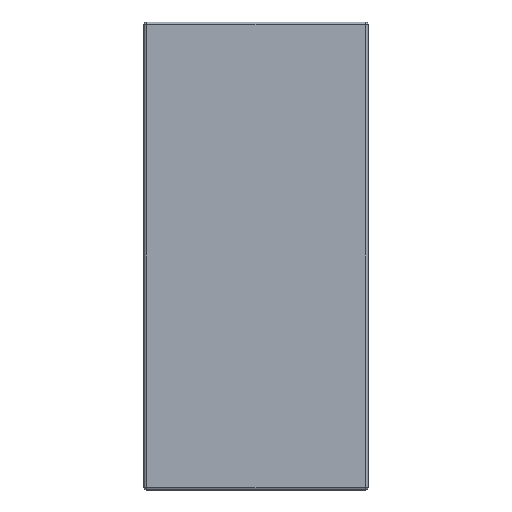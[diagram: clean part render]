
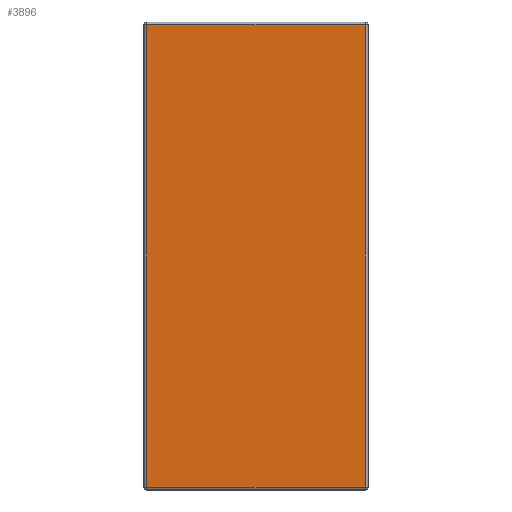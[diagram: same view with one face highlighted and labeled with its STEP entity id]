
A CAD part, front view. The second image highlights one B-rep face of the part: STEP entity #3896.
In plain terms, the highlighted planar face has unit normal (0, -1, 0).
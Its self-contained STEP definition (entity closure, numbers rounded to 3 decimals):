
#3869=AXIS2_PLACEMENT_3D('Plane Axis2P3D',#3866,#3867,#3868) ;
#2026=CARTESIAN_POINT('Vertex',(0.2,0.,32.26)) ;
#2033=CARTESIAN_POINT('Vertex',(0.2,0.,0.2)) ;
#2036=CARTESIAN_POINT('Line Origine',(0.2,0.,32.468)) ;
#3866=CARTESIAN_POINT('Axis2P3D Location',(7.775,0.,16.23)) ;
#3871=CARTESIAN_POINT('Line Origine',(7.775,0.,32.26)) ;
#3875=CARTESIAN_POINT('Vertex',(15.35,0.,32.26)) ;
#3878=CARTESIAN_POINT('Line Origine',(7.775,0.,0.2)) ;
#3882=CARTESIAN_POINT('Vertex',(15.35,0.,0.2)) ;
#3885=CARTESIAN_POINT('Line Origine',(15.35,0.,16.23)) ;
#2037=DIRECTION('Vector Direction',(0.,0.,-1.)) ;
#3867=DIRECTION('Axis2P3D Direction',(0.,-1.,0.)) ;
#3868=DIRECTION('Axis2P3D XDirection',(1.,0.,0.)) ;
#3872=DIRECTION('Vector Direction',(-1.,0.,0.)) ;
#3879=DIRECTION('Vector Direction',(1.,0.,0.)) ;
#3886=DIRECTION('Vector Direction',(0.,0.,1.)) ;
#2038=VECTOR('Line Direction',#2037,1.) ;
#3873=VECTOR('Line Direction',#3872,1.) ;
#3880=VECTOR('Line Direction',#3879,1.) ;
#3887=VECTOR('Line Direction',#3886,1.) ;
#3891=ORIENTED_EDGE('',*,*,#3877,.T.) ;
#3892=ORIENTED_EDGE('',*,*,#2040,.T.) ;
#3893=ORIENTED_EDGE('',*,*,#3884,.T.) ;
#3894=ORIENTED_EDGE('',*,*,#3889,.T.) ;
#3896=ADVANCED_FACE('MANIFOLD_SOLID_BREP #10841',(#3895),#3870,.T.) ;
#2040=EDGE_CURVE('',#2027,#2034,#2039,.T.) ;
#3877=EDGE_CURVE('',#3876,#2027,#3874,.T.) ;
#3884=EDGE_CURVE('',#2034,#3883,#3881,.T.) ;
#3889=EDGE_CURVE('',#3883,#3876,#3888,.T.) ;
#3890=EDGE_LOOP('',(#3891,#3892,#3893,#3894)) ;
#3895=FACE_OUTER_BOUND('',#3890,.T.) ;
#2039=LINE('Line',#2036,#2038) ;
#3874=LINE('Line',#3871,#3873) ;
#3881=LINE('Line',#3878,#3880) ;
#3888=LINE('Line',#3885,#3887) ;
#3870=PLANE('',#3869) ;
#2027=VERTEX_POINT('',#2026) ;
#2034=VERTEX_POINT('',#2033) ;
#3876=VERTEX_POINT('',#3875) ;
#3883=VERTEX_POINT('',#3882) ;
